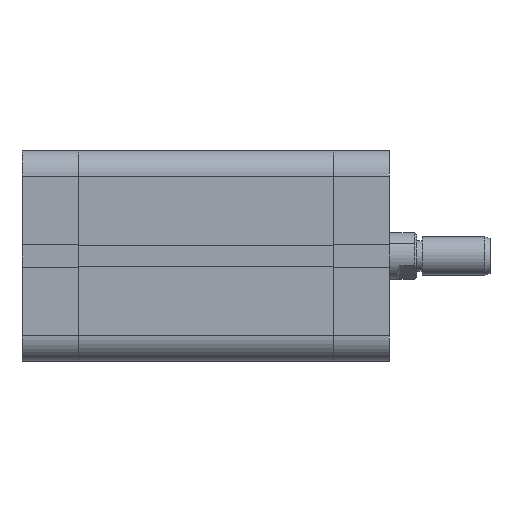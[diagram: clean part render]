
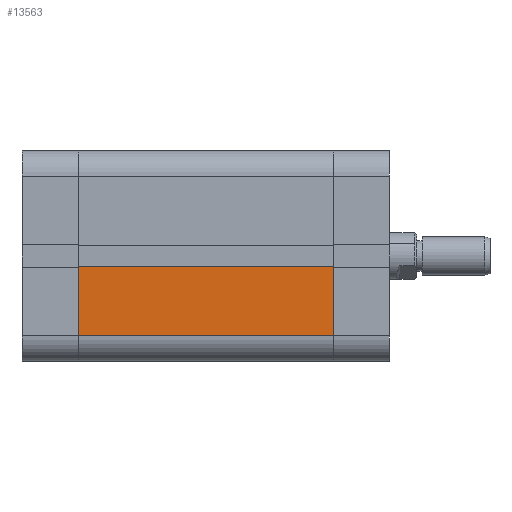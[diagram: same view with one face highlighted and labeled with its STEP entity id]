
A CAD part, front view. The second image highlights one B-rep face of the part: STEP entity #13563.
In plain terms, the highlighted planar face has unit normal (0, -1, 0).
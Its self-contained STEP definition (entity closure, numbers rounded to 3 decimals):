
#1093 = FACE_OUTER_BOUND ( 'NONE', #29925, .T. ) ;
#1197 = VECTOR ( 'NONE', #4563, 1000. ) ;
#2261 = LINE ( 'NONE', #24014, #14048 ) ;
#2586 = VECTOR ( 'NONE', #10533, 1000. ) ;
#3074 = VECTOR ( 'NONE', #4576, 1000. ) ;
#3134 = CARTESIAN_POINT ( 'NONE',  ( 0., -27.25, -27.25 ) ) ;
#4563 = DIRECTION ( 'NONE',  ( 0., 0., -1. ) ) ;
#4576 = DIRECTION ( 'NONE',  ( -1., 0., 0. ) ) ;
#5175 = CARTESIAN_POINT ( 'NONE',  ( 66., -27.25, -2.8 ) ) ;
#6322 = CARTESIAN_POINT ( 'NONE',  ( 66.001, -27.25, -2.8 ) ) ;
#7014 = EDGE_CURVE ( 'NONE', #24262, #16309, #2261, .T. ) ;
#8780 = CARTESIAN_POINT ( 'NONE',  ( 0., -27.25, -20.45 ) ) ;
#10323 = EDGE_CURVE ( 'NONE', #16021, #11811, #15764, .T. ) ;
#10533 = DIRECTION ( 'NONE',  ( 0., 0., -1. ) ) ;
#10735 = AXIS2_PLACEMENT_3D ( 'NONE', #30573, #13396, #25532 ) ;
#11792 = CARTESIAN_POINT ( 'NONE',  ( 66., -27.25, -27.25 ) ) ;
#11811 = VERTEX_POINT ( 'NONE', #16617 ) ;
#13396 = DIRECTION ( 'NONE',  ( 0., 1., 0. ) ) ;
#13563 = ADVANCED_FACE ( 'NONE', ( #1093 ), #18412, .F. ) ;
#13908 = EDGE_CURVE ( 'NONE', #16021, #16309, #26155, .T. ) ;
#14048 = VECTOR ( 'NONE', #26231, 1000. ) ;
#14110 = ORIENTED_EDGE ( 'NONE', *, *, #24126, .T. ) ;
#15764 = LINE ( 'NONE', #6322, #3074 ) ;
#16021 = VERTEX_POINT ( 'NONE', #5175 ) ;
#16309 = VERTEX_POINT ( 'NONE', #16781 ) ;
#16617 = CARTESIAN_POINT ( 'NONE',  ( 0., -27.25, -2.8 ) ) ;
#16781 = CARTESIAN_POINT ( 'NONE',  ( 66., -27.25, -20.45 ) ) ;
#18412 = PLANE ( 'NONE',  #10735 ) ;
#20907 = ORIENTED_EDGE ( 'NONE', *, *, #10323, .T. ) ;
#21344 = ORIENTED_EDGE ( 'NONE', *, *, #7014, .T. ) ;
#24014 = CARTESIAN_POINT ( 'NONE',  ( 66., -27.25, -20.45 ) ) ;
#24126 = EDGE_CURVE ( 'NONE', #11811, #24262, #29314, .T. ) ;
#24262 = VERTEX_POINT ( 'NONE', #8780 ) ;
#25532 = DIRECTION ( 'NONE',  ( 0., 0., 1. ) ) ;
#26155 = LINE ( 'NONE', #11792, #1197 ) ;
#26231 = DIRECTION ( 'NONE',  ( 1., 0., 0. ) ) ;
#29314 = LINE ( 'NONE', #3134, #2586 ) ;
#29892 = ORIENTED_EDGE ( 'NONE', *, *, #13908, .F. ) ;
#29925 = EDGE_LOOP ( 'NONE', ( #20907, #14110, #21344, #29892 ) ) ;
#30573 = CARTESIAN_POINT ( 'NONE',  ( 66., -27.25, -27.25 ) ) ;
